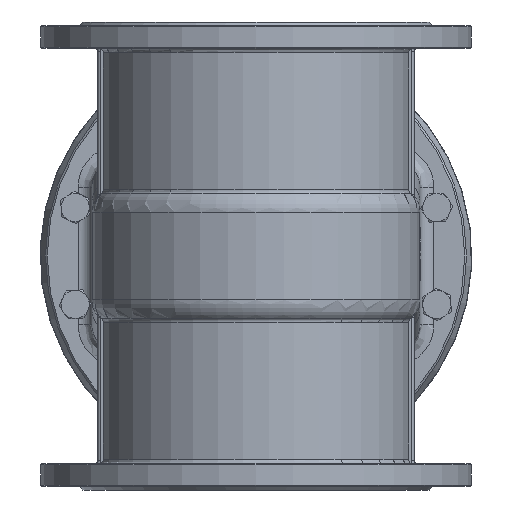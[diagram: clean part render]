
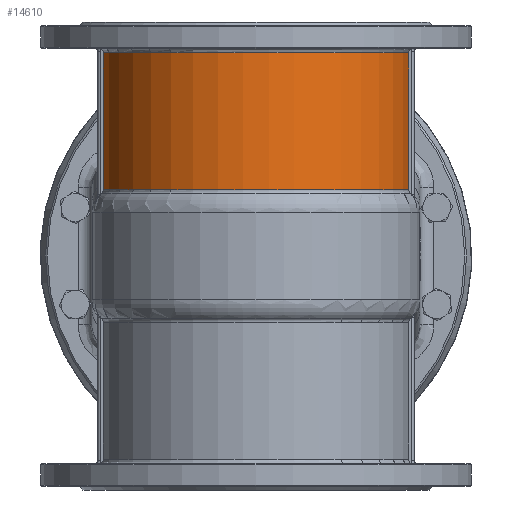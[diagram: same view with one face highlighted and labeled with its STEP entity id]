
A CAD part, front view. The second image highlights one B-rep face of the part: STEP entity #14610.
In plain terms, the highlighted cylindrical face has radius 165 mm (diameter 330 mm), a partial arc.
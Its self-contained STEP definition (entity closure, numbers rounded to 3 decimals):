
#930=CYLINDRICAL_SURFACE('',#16063,165.);
#1533=LINE('',#25108,#2340);
#1558=LINE('',#25782,#2365);
#2340=VECTOR('',#18788,10.);
#2365=VECTOR('',#18933,10.);
#3322=FACE_OUTER_BOUND('',#4258,.T.);
#4258=EDGE_LOOP('',(#11503,#11504,#11505,#11506));
#5374=CIRCLE('',#15974,165.);
#5383=CIRCLE('',#15988,165.);
#6411=VERTEX_POINT('',#25094);
#6412=VERTEX_POINT('',#25107);
#6455=VERTEX_POINT('',#25427);
#6473=VERTEX_POINT('',#25763);
#8099=EDGE_CURVE('',#6412,#6411,#1533,.T.);
#8164=EDGE_CURVE('',#6411,#6455,#5374,.T.);
#8193=EDGE_CURVE('',#6473,#6412,#5383,.T.);
#8195=EDGE_CURVE('',#6473,#6455,#1558,.T.);
#11503=ORIENTED_EDGE('',*,*,#8164,.T.);
#11504=ORIENTED_EDGE('',*,*,#8195,.F.);
#11505=ORIENTED_EDGE('',*,*,#8193,.T.);
#11506=ORIENTED_EDGE('',*,*,#8099,.T.);
#14610=ADVANCED_FACE('',(#3322),#930,.T.);
#15974=AXIS2_PLACEMENT_3D('',#25440,#18898,#18899);
#15988=AXIS2_PLACEMENT_3D('',#25764,#18929,#18930);
#16063=AXIS2_PLACEMENT_3D('',#26223,#19100,#19101);
#18788=DIRECTION('',(0.,0.,-1.));
#18898=DIRECTION('center_axis',(0.,0.,1.));
#18899=DIRECTION('ref_axis',(0.,-1.,0.));
#18929=DIRECTION('center_axis',(0.,0.,-1.));
#18930=DIRECTION('ref_axis',(0.,-1.,0.));
#18933=DIRECTION('',(0.,0.,-1.));
#19100=DIRECTION('center_axis',(0.,0.,1.));
#19101=DIRECTION('ref_axis',(1.,0.,0.));
#25094=CARTESIAN_POINT('',(-163.095,-25.,320.664));
#25107=CARTESIAN_POINT('',(-163.095,-25.,467.));
#25108=CARTESIAN_POINT('',(-163.095,-25.,472.));
#25427=CARTESIAN_POINT('',(163.095,-25.,320.664));
#25440=CARTESIAN_POINT('Origin',(0.,0.,320.664));
#25763=CARTESIAN_POINT('',(163.095,-25.,467.));
#25764=CARTESIAN_POINT('Origin',(0.,0.,467.));
#25782=CARTESIAN_POINT('',(163.095,-25.,472.));
#26223=CARTESIAN_POINT('Origin',(0.,0.,472.));
